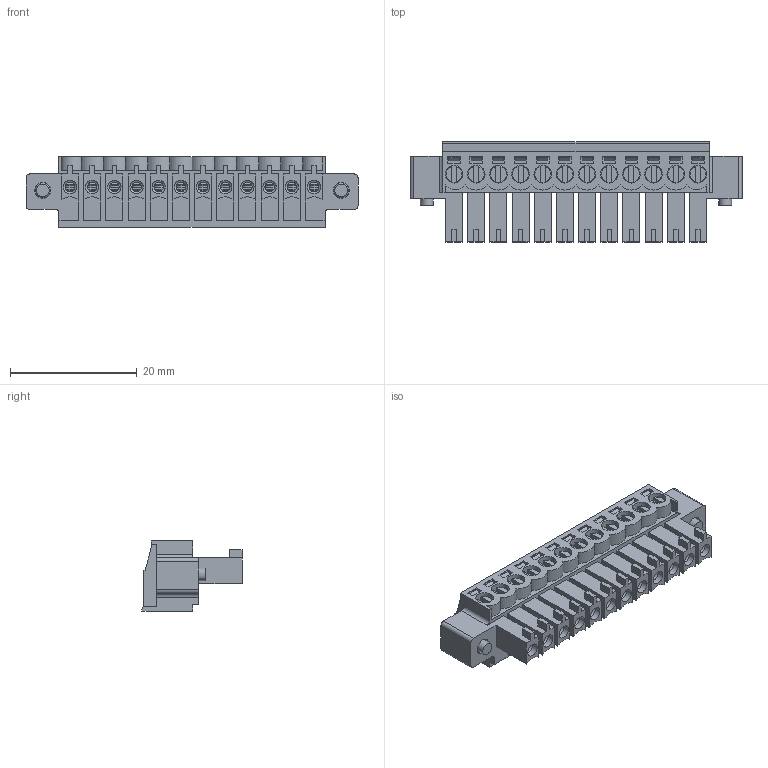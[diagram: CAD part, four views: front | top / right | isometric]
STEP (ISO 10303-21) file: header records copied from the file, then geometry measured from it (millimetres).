
FILE_DESCRIPTION( ( 'Unknown' ), '1' );
FILE_NAME( '691364100012.stp', 'Unknown', ( 'Unknown' ), ( 'Unknown' ), 'PSStep 18.0.17', 'Unknown', ' ' );
FILE_SCHEMA( ( 'AUTOMOTIVE_DESIGN { 1 0 10303 214 1 1 1 1 }' ) );
Length unit declared in the file: millimetre
Products named in the file (7): Assem1; 6913641000xx_CAGE; 6913641000xx_VIS; 6913641000xx_PIN; 6913641000xx_VIS Flange; 691364100012_M; 691364100012
Assembly tree (40 placements, depth 2):
  Assem1
    6913641000xx_CAGE  x12
    6913641000xx_VIS  x12
    6913641000xx_PIN  x12
    6913641000xx_VIS Flange  x2
    691364100012_M
    691364100012
Bounding box: 52.4 x 15.8 x 11.1 mm (x, y, z)
Volume: 3396.3 mm3; surface area: 10883.6 mm2
Topology: 40 solids, 40 shells, 1850 faces, 4981 edges, 3273 vertices
Faces by surface type: plane 1428, cylinder 354, torus 54, cone 14
Full cylindrical faces by diameter (mm): 1.5 x12, 1.598 x12, 1.9 x36, 2 x2, 2.1 x12, 2.4 x2, 2.5 x2, 2.7 x12, 2.8 x12, 3.8 x2, 4 x2
Entity records: 38351 total; most frequent: CARTESIAN_POINT 5448, ORIENTED_EDGE 5118, DIRECTION 4826, EDGE_CURVE 2559, LINE 2318, VECTOR 2318, VERTEX_POINT 1727, AXIS2_PLACEMENT_3D 1254
